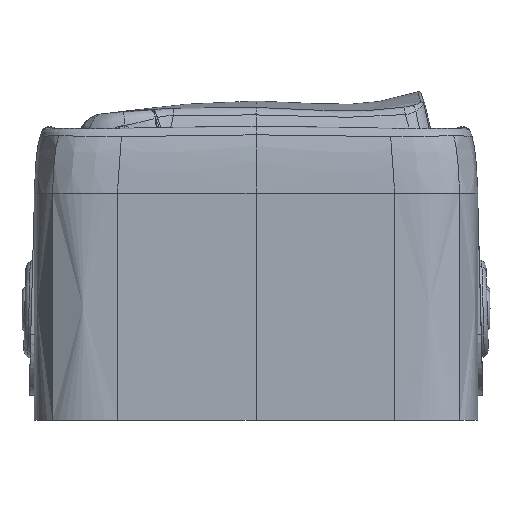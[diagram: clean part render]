
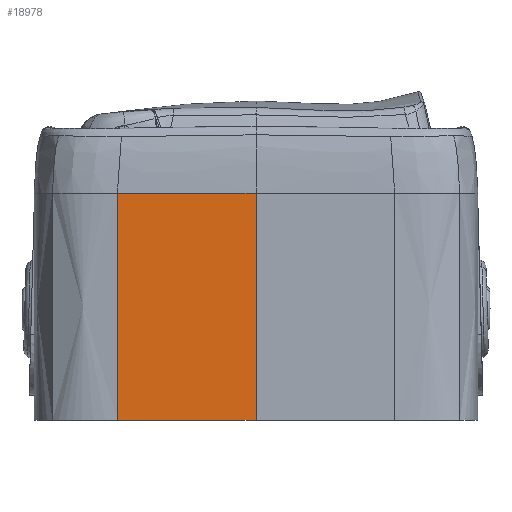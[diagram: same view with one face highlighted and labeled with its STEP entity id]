
A CAD part, left-side view. The second image highlights one B-rep face of the part: STEP entity #18978.
In plain terms, the highlighted planar face has unit normal (-1, 0, 0).
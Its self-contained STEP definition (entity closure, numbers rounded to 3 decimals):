
#18951=AXIS2_PLACEMENT_3D('Plane Axis2P3D',#18948,#18949,#18950) ;
#18920=CARTESIAN_POINT('Vertex',(-40.,25.,0.)) ;
#18923=CARTESIAN_POINT('Line Origine',(-40.,25.,19.894)) ;
#18927=CARTESIAN_POINT('Vertex',(-40.,25.,40.95)) ;
#18948=CARTESIAN_POINT('Axis2P3D Location',(-40.,0.,40.95)) ;
#18953=CARTESIAN_POINT('Line Origine',(-40.,12.5,0.)) ;
#18957=CARTESIAN_POINT('Vertex',(-40.,0.,0.)) ;
#18960=CARTESIAN_POINT('Line Origine',(-40.,0.,20.475)) ;
#18964=CARTESIAN_POINT('Vertex',(-40.,0.,40.95)) ;
#18967=CARTESIAN_POINT('Line Origine',(-40.,12.5,40.95)) ;
#18924=DIRECTION('Vector Direction',(0.,0.,-1.)) ;
#18949=DIRECTION('Axis2P3D Direction',(1.,0.,0.)) ;
#18950=DIRECTION('Axis2P3D XDirection',(0.,-1.,0.)) ;
#18954=DIRECTION('Vector Direction',(0.,-1.,0.)) ;
#18961=DIRECTION('Vector Direction',(0.,0.,-1.)) ;
#18968=DIRECTION('Vector Direction',(0.,1.,0.)) ;
#18925=VECTOR('Line Direction',#18924,1.) ;
#18955=VECTOR('Line Direction',#18954,1.) ;
#18962=VECTOR('Line Direction',#18961,1.) ;
#18969=VECTOR('Line Direction',#18968,1.) ;
#18973=ORIENTED_EDGE('',*,*,#18959,.F.) ;
#18974=ORIENTED_EDGE('',*,*,#18966,.F.) ;
#18975=ORIENTED_EDGE('',*,*,#18971,.T.) ;
#18976=ORIENTED_EDGE('',*,*,#18929,.T.) ;
#18978=ADVANCED_FACE('Surface.8',(#18977),#18952,.F.) ;
#18929=EDGE_CURVE('',#18928,#18921,#18926,.T.) ;
#18959=EDGE_CURVE('',#18958,#18921,#18956,.F.) ;
#18966=EDGE_CURVE('',#18965,#18958,#18963,.T.) ;
#18971=EDGE_CURVE('',#18965,#18928,#18970,.T.) ;
#18972=EDGE_LOOP('',(#18973,#18974,#18975,#18976)) ;
#18977=FACE_OUTER_BOUND('',#18972,.T.) ;
#18926=LINE('Line',#18923,#18925) ;
#18956=LINE('Line',#18953,#18955) ;
#18963=LINE('Line',#18960,#18962) ;
#18970=LINE('Line',#18967,#18969) ;
#18952=PLANE('',#18951) ;
#18921=VERTEX_POINT('',#18920) ;
#18928=VERTEX_POINT('',#18927) ;
#18958=VERTEX_POINT('',#18957) ;
#18965=VERTEX_POINT('',#18964) ;
